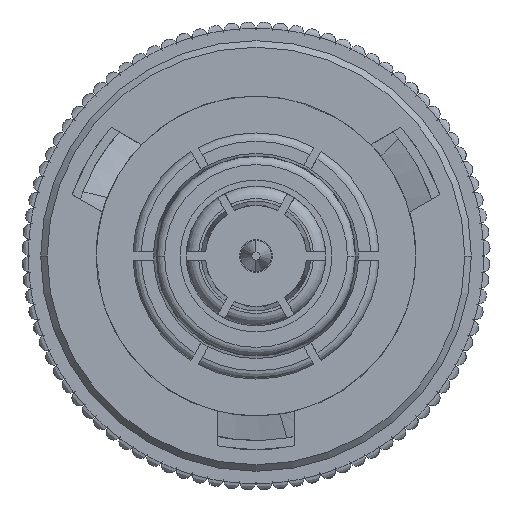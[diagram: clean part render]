
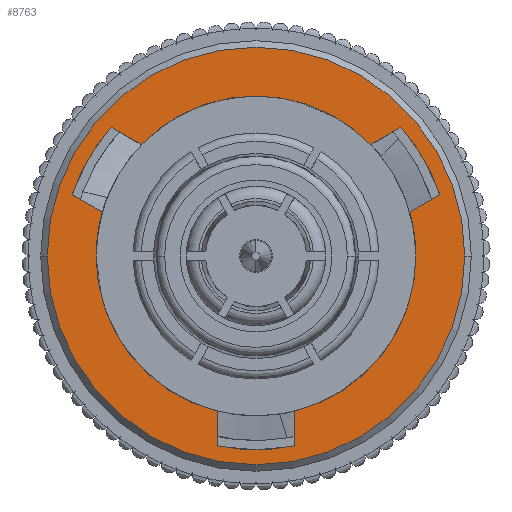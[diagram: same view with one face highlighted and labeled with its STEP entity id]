
A CAD part, left-side view. The second image highlights one B-rep face of the part: STEP entity #8763.
In plain terms, the highlighted face is planar.
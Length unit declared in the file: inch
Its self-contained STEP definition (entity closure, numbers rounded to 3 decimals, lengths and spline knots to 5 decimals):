
#110 = CARTESIAN_POINT ( 'NONE',  ( 0., 0.195, 0. ) ) ;
#303 = ORIENTED_EDGE ( 'NONE', *, *, #16636, .F. ) ;
#321 = CARTESIAN_POINT ( 'NONE',  ( 0., 0., 0. ) ) ;
#574 = VECTOR ( 'NONE', #24937, 39.37008 ) ;
#843 = DIRECTION ( 'NONE',  ( -1., 0., 0. ) ) ;
#961 = CARTESIAN_POINT ( 'NONE',  ( 0., -0.05343, 0.18754 ) ) ;
#979 = AXIS2_PLACEMENT_3D ( 'NONE', #12871, #12725, #8619 ) ;
#1002 = CARTESIAN_POINT ( 'NONE',  ( 0., 0.2314, -0.0475 ) ) ;
#1107 = ORIENTED_EDGE ( 'NONE', *, *, #10807, .T. ) ;
#1649 = VERTEX_POINT ( 'NONE', #22905 ) ;
#1795 = DIRECTION ( 'NONE',  ( 0., 0., 1. ) ) ;
#1856 = DIRECTION ( 'NONE',  ( 1., 0., 0. ) ) ;
#1916 = CIRCLE ( 'NONE', #7532, 0.23622 ) ;
#2070 = EDGE_CURVE ( 'NONE', #17226, #10339, #18425, .T. ) ;
#2517 = DIRECTION ( 'NONE',  ( -1., 0., 0. ) ) ;
#2817 = VECTOR ( 'NONE', #6412, 39.37008 ) ;
#2890 = ORIENTED_EDGE ( 'NONE', *, *, #2070, .F. ) ;
#2939 = VERTEX_POINT ( 'NONE', #5894 ) ;
#3216 = VECTOR ( 'NONE', #24814, 39.37008 ) ;
#3305 = DIRECTION ( 'NONE',  ( 0., 0., 1. ) ) ;
#3681 = DIRECTION ( 'NONE',  ( 0., 0., 1. ) ) ;
#3753 = VERTEX_POINT ( 'NONE', #961 ) ;
#4010 = CARTESIAN_POINT ( 'NONE',  ( 0., 0.2314, 0.0475 ) ) ;
#4042 = VERTEX_POINT ( 'NONE', #18971 ) ;
#4099 = CIRCLE ( 'NONE', #22863, 0.23622 ) ;
#4222 = DIRECTION ( 'NONE',  ( -1., 0., 0. ) ) ;
#4724 = DIRECTION ( 'NONE',  ( 0., 1., 0. ) ) ;
#4750 = LINE ( 'NONE', #23197, #13663 ) ;
#4927 = EDGE_LOOP ( 'NONE', ( #25452, #20991, #26836, #9790, #18339, #18623, #8010, #9540, #303, #1107, #24997, #7645, #17347, #6854 ) ) ;
#4928 = VERTEX_POINT ( 'NONE', #22801 ) ;
#5109 = CARTESIAN_POINT ( 'NONE',  ( 0., 0., -0.2545 ) ) ;
#5252 = AXIS2_PLACEMENT_3D ( 'NONE', #25024, #27074, #8444 ) ;
#5301 = CARTESIAN_POINT ( 'NONE',  ( 0., 0., 0. ) ) ;
#5894 = CARTESIAN_POINT ( 'NONE',  ( 0., -0.1357, -0.14004 ) ) ;
#5990 = EDGE_CURVE ( 'NONE', #10339, #17226, #11680, .T. ) ;
#6264 = FACE_OUTER_BOUND ( 'NONE', #21240, .T. ) ;
#6412 = DIRECTION ( 'NONE',  ( 0., 0.5, 0.866 ) ) ;
#6426 = EDGE_CURVE ( 'NONE', #2939, #8903, #21172, .T. ) ;
#6496 = CARTESIAN_POINT ( 'NONE',  ( 0., 0.2314, -0.0475 ) ) ;
#6854 = ORIENTED_EDGE ( 'NONE', *, *, #17127, .F. ) ;
#7306 = AXIS2_PLACEMENT_3D ( 'NONE', #18787, #17006, #14693 ) ;
#7495 = AXIS2_PLACEMENT_3D ( 'NONE', #321, #2517, #9248 ) ;
#7532 = AXIS2_PLACEMENT_3D ( 'NONE', #5301, #11284, #9219 ) ;
#7645 = ORIENTED_EDGE ( 'NONE', *, *, #16218, .F. ) ;
#7726 = CIRCLE ( 'NONE', #26537, 0.195 ) ;
#8010 = ORIENTED_EDGE ( 'NONE', *, *, #18445, .F. ) ;
#8131 = VERTEX_POINT ( 'NONE', #8867 ) ;
#8444 = DIRECTION ( 'NONE',  ( 0., 0., 1. ) ) ;
#8619 = DIRECTION ( 'NONE',  ( 0., 0., 1. ) ) ;
#8763 = ADVANCED_FACE ( 'NONE', ( #6264, #10598 ), #25548, .F. ) ;
#8792 = CIRCLE ( 'NONE', #7495, 0.195 ) ;
#8867 = CARTESIAN_POINT ( 'NONE',  ( 0., -0.05343, -0.18754 ) ) ;
#8895 = CARTESIAN_POINT ( 'NONE',  ( 0., -0.07456, 0.22414 ) ) ;
#8903 = VERTEX_POINT ( 'NONE', #17822 ) ;
#9006 = CARTESIAN_POINT ( 'NONE',  ( 0., 0., 0. ) ) ;
#9040 = LINE ( 'NONE', #6496, #12831 ) ;
#9219 = DIRECTION ( 'NONE',  ( 0., 0., 1. ) ) ;
#9248 = DIRECTION ( 'NONE',  ( 0., 0., 1. ) ) ;
#9352 = VERTEX_POINT ( 'NONE', #14073 ) ;
#9540 = ORIENTED_EDGE ( 'NONE', *, *, #12289, .F. ) ;
#9702 = CARTESIAN_POINT ( 'NONE',  ( 0., -0.15683, -0.17664 ) ) ;
#9790 = ORIENTED_EDGE ( 'NONE', *, *, #10348, .F. ) ;
#10210 = VERTEX_POINT ( 'NONE', #17936 ) ;
#10339 = VERTEX_POINT ( 'NONE', #16583 ) ;
#10348 = EDGE_CURVE ( 'NONE', #8903, #4042, #4099, .T. ) ;
#10350 = ORIENTED_EDGE ( 'NONE', *, *, #5990, .F. ) ;
#10598 = FACE_BOUND ( 'NONE', #4927, .T. ) ;
#10738 = CARTESIAN_POINT ( 'NONE',  ( 0., -0.07456, -0.22414 ) ) ;
#10807 = EDGE_CURVE ( 'NONE', #3753, #9352, #18047, .T. ) ;
#11187 = VERTEX_POINT ( 'NONE', #25004 ) ;
#11284 = DIRECTION ( 'NONE',  ( 1., 0., 0. ) ) ;
#11680 = CIRCLE ( 'NONE', #23072, 0.2545 ) ;
#12289 = EDGE_CURVE ( 'NONE', #18521, #23874, #25830, .T. ) ;
#12709 = AXIS2_PLACEMENT_3D ( 'NONE', #26653, #18403, #3681 ) ;
#12725 = DIRECTION ( 'NONE',  ( -1., 0., 0. ) ) ;
#12831 = VECTOR ( 'NONE', #4724, 39.37008 ) ;
#12871 = CARTESIAN_POINT ( 'NONE',  ( 0., 0., 0. ) ) ;
#13643 = VERTEX_POINT ( 'NONE', #1002 ) ;
#13663 = VECTOR ( 'NONE', #21134, 39.37008 ) ;
#14073 = CARTESIAN_POINT ( 'NONE',  ( 0., 0., 0.195 ) ) ;
#14693 = DIRECTION ( 'NONE',  ( 0., 0., 1. ) ) ;
#15093 = CARTESIAN_POINT ( 'NONE',  ( 0., -0.15683, 0.17664 ) ) ;
#15252 = LINE ( 'NONE', #10738, #2817 ) ;
#15969 = AXIS2_PLACEMENT_3D ( 'NONE', #110, #4222, #17162 ) ;
#16144 = DIRECTION ( 'NONE',  ( 0., -0.5, -0.866 ) ) ;
#16165 = CARTESIAN_POINT ( 'NONE',  ( 0., 0., 0. ) ) ;
#16218 = EDGE_CURVE ( 'NONE', #1649, #10210, #21166, .T. ) ;
#16323 = AXIS2_PLACEMENT_3D ( 'NONE', #22696, #26813, #1795 ) ;
#16337 = EDGE_CURVE ( 'NONE', #13643, #1649, #1916, .T. ) ;
#16433 = CARTESIAN_POINT ( 'NONE',  ( 0., -0.15683, 0.17664 ) ) ;
#16514 = VECTOR ( 'NONE', #16144, 39.37008 ) ;
#16583 = CARTESIAN_POINT ( 'NONE',  ( 0., 0., 0.2545 ) ) ;
#16621 = VERTEX_POINT ( 'NONE', #25540 ) ;
#16636 = EDGE_CURVE ( 'NONE', #3753, #18521, #4750, .T. ) ;
#17006 = DIRECTION ( 'NONE',  ( -1., 0., 0. ) ) ;
#17127 = EDGE_CURVE ( 'NONE', #16621, #13643, #9040, .T. ) ;
#17162 = DIRECTION ( 'NONE',  ( 0., 0., 1. ) ) ;
#17226 = VERTEX_POINT ( 'NONE', #5109 ) ;
#17329 = CIRCLE ( 'NONE', #7306, 0.195 ) ;
#17347 = ORIENTED_EDGE ( 'NONE', *, *, #16337, .F. ) ;
#17822 = CARTESIAN_POINT ( 'NONE',  ( 0., -0.15683, -0.17664 ) ) ;
#17936 = CARTESIAN_POINT ( 'NONE',  ( 0., 0.18913, 0.0475 ) ) ;
#18047 = CIRCLE ( 'NONE', #16323, 0.195 ) ;
#18339 = ORIENTED_EDGE ( 'NONE', *, *, #6426, .F. ) ;
#18403 = DIRECTION ( 'NONE',  ( 1., 0., 0. ) ) ;
#18425 = CIRCLE ( 'NONE', #979, 0.2545 ) ;
#18445 = EDGE_CURVE ( 'NONE', #23874, #4928, #18482, .T. ) ;
#18482 = LINE ( 'NONE', #16433, #3216 ) ;
#18521 = VERTEX_POINT ( 'NONE', #8895 ) ;
#18623 = ORIENTED_EDGE ( 'NONE', *, *, #25588, .T. ) ;
#18750 = CIRCLE ( 'NONE', #5252, 0.195 ) ;
#18787 = CARTESIAN_POINT ( 'NONE',  ( 0., 0., 0. ) ) ;
#18911 = EDGE_CURVE ( 'NONE', #4042, #8131, #15252, .T. ) ;
#18971 = CARTESIAN_POINT ( 'NONE',  ( 0., -0.07456, -0.22414 ) ) ;
#19526 = CARTESIAN_POINT ( 'NONE',  ( 0., 0., 0. ) ) ;
#20991 = ORIENTED_EDGE ( 'NONE', *, *, #23120, .T. ) ;
#21134 = DIRECTION ( 'NONE',  ( 0., -0.5, 0.866 ) ) ;
#21166 = LINE ( 'NONE', #4010, #574 ) ;
#21172 = LINE ( 'NONE', #9702, #16514 ) ;
#21189 = EDGE_CURVE ( 'NONE', #9352, #10210, #8792, .T. ) ;
#21240 = EDGE_LOOP ( 'NONE', ( #10350, #2890 ) ) ;
#21726 = DIRECTION ( 'NONE',  ( 0., 0., 1. ) ) ;
#21899 = EDGE_CURVE ( 'NONE', #16621, #11187, #17329, .T. ) ;
#22340 = DIRECTION ( 'NONE',  ( 0., 0., 1. ) ) ;
#22696 = CARTESIAN_POINT ( 'NONE',  ( 0., 0., 0. ) ) ;
#22801 = CARTESIAN_POINT ( 'NONE',  ( 0., -0.1357, 0.14004 ) ) ;
#22863 = AXIS2_PLACEMENT_3D ( 'NONE', #16165, #1856, #22340 ) ;
#22905 = CARTESIAN_POINT ( 'NONE',  ( 0., 0.2314, 0.0475 ) ) ;
#23072 = AXIS2_PLACEMENT_3D ( 'NONE', #19526, #25998, #21726 ) ;
#23120 = EDGE_CURVE ( 'NONE', #11187, #8131, #7726, .T. ) ;
#23197 = CARTESIAN_POINT ( 'NONE',  ( 0., -0.07456, 0.22414 ) ) ;
#23874 = VERTEX_POINT ( 'NONE', #15093 ) ;
#24814 = DIRECTION ( 'NONE',  ( 0., 0.5, -0.866 ) ) ;
#24937 = DIRECTION ( 'NONE',  ( 0., -1., 0. ) ) ;
#24997 = ORIENTED_EDGE ( 'NONE', *, *, #21189, .T. ) ;
#25004 = CARTESIAN_POINT ( 'NONE',  ( 0., 0., -0.195 ) ) ;
#25024 = CARTESIAN_POINT ( 'NONE',  ( 0., 0., 0. ) ) ;
#25452 = ORIENTED_EDGE ( 'NONE', *, *, #21899, .T. ) ;
#25540 = CARTESIAN_POINT ( 'NONE',  ( 0., 0.18913, -0.0475 ) ) ;
#25548 = PLANE ( 'NONE',  #15969 ) ;
#25588 = EDGE_CURVE ( 'NONE', #2939, #4928, #18750, .T. ) ;
#25830 = CIRCLE ( 'NONE', #12709, 0.23622 ) ;
#25998 = DIRECTION ( 'NONE',  ( -1., 0., 0. ) ) ;
#26537 = AXIS2_PLACEMENT_3D ( 'NONE', #9006, #843, #3305 ) ;
#26653 = CARTESIAN_POINT ( 'NONE',  ( 0., 0., 0. ) ) ;
#26813 = DIRECTION ( 'NONE',  ( -1., 0., 0. ) ) ;
#26836 = ORIENTED_EDGE ( 'NONE', *, *, #18911, .F. ) ;
#27074 = DIRECTION ( 'NONE',  ( -1., 0., 0. ) ) ;
